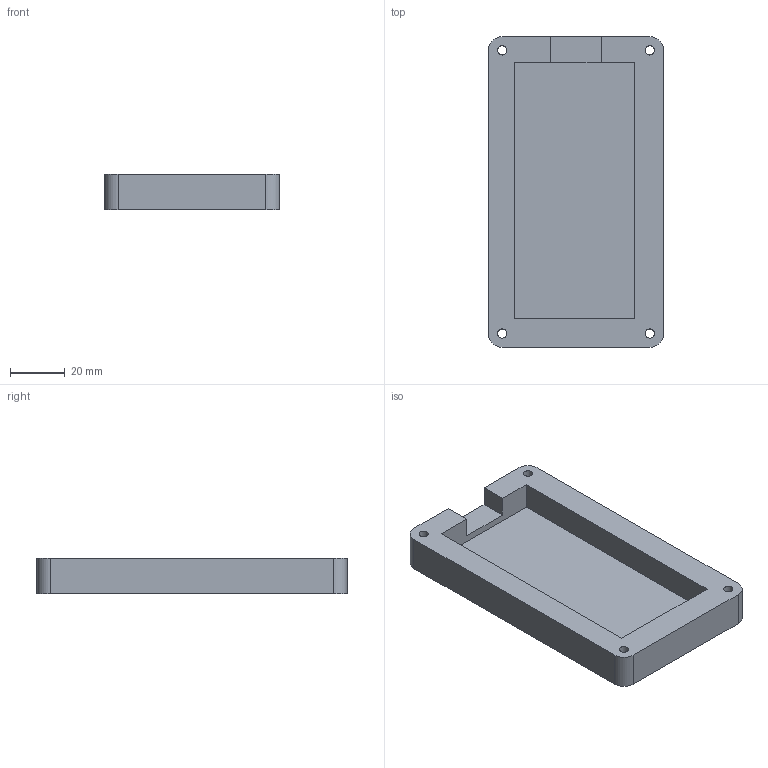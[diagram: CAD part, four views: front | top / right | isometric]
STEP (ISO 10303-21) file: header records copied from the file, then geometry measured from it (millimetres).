
FILE_DESCRIPTION(/* description */ (''),/* implementation_level */ '2;1');
FILE_NAME(/* name */ 'BottomCase.step',/* time_stamp */ '2025-11-28T23:42:01-05:00',/* author */ (''),/* organization */ (''),/* preprocessor_version */ 'ST-DEVELOPER v20.1',/* originating_system */ 'Autodesk Translation Framework v14.21.0.0',/* authorisation */ '');
FILE_SCHEMA (('AUTOMOTIVE_DESIGN { 1 0 10303 214 3 1 1 }'));
Length unit declared in the file: millimetre
Products named in the file (2): BottomCase; Bottom Part
Assembly tree (1 placements, depth 2):
  BottomCase
    Bottom Part
Bounding box: 63.88 x 113.3 x 13 mm (x, y, z)
Volume: 50839.4 mm3; surface area: 22167.2 mm2
Topology: 1 solids, 1 shells, 1178 faces, 3267 edges, 2178 vertices
Faces by surface type: bspline 696, plane 470, cylinder 12
Full cylindrical faces by diameter (mm): 3.4 x4, 6 x4
Entity records: 43884 total; most frequent: CARTESIAN_POINT 18458, ORIENTED_EDGE 6534, EDGE_CURVE 3267, DIRECTION 2869, VERTEX_POINT 2178, LINE 1851, VECTOR 1851, B_SPLINE_CURVE_WITH_KNOTS 1392
